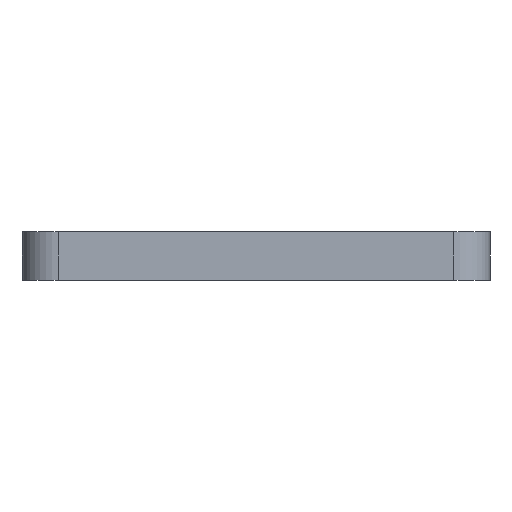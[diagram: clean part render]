
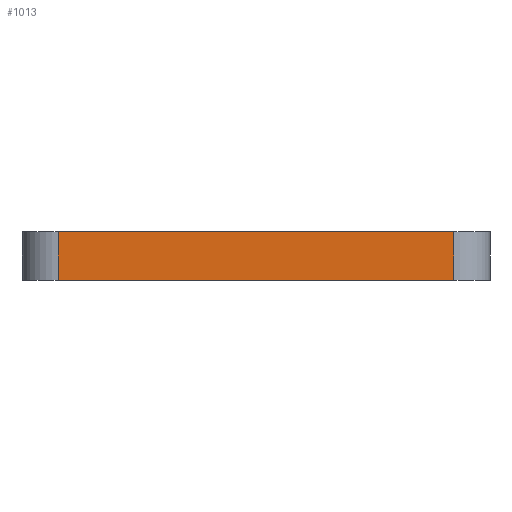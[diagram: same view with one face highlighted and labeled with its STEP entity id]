
A CAD part, front view. The second image highlights one B-rep face of the part: STEP entity #1013.
In plain terms, the highlighted planar face has unit normal (0, -1, 0).
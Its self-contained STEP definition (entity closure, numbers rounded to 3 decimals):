
#46=PLANE('',#1138);
#97=FACE_OUTER_BOUND('',#156,.T.);
#156=EDGE_LOOP('',(#932,#933,#934,#935));
#157=LINE('',#1450,#250);
#162=LINE('',#1462,#255);
#200=LINE('',#1626,#293);
#208=LINE('',#1655,#301);
#250=VECTOR('',#1145,10.);
#255=VECTOR('',#1156,10.);
#293=VECTOR('',#1290,10.);
#301=VECTOR('',#1314,10.);
#398=VERTEX_POINT('',#1447);
#399=VERTEX_POINT('',#1449);
#403=VERTEX_POINT('',#1461);
#481=VERTEX_POINT('',#1624);
#496=EDGE_CURVE('',#398,#399,#157,.T.);
#502=EDGE_CURVE('',#403,#399,#162,.T.);
#585=EDGE_CURVE('',#398,#481,#200,.T.);
#600=EDGE_CURVE('',#403,#481,#208,.T.);
#932=ORIENTED_EDGE('',*,*,#496,.F.);
#933=ORIENTED_EDGE('',*,*,#585,.T.);
#934=ORIENTED_EDGE('',*,*,#600,.F.);
#935=ORIENTED_EDGE('',*,*,#502,.T.);
#1013=ADVANCED_FACE('',(#97),#46,.T.);
#1138=AXIS2_PLACEMENT_3D('',#1740,#1442,#1443);
#1145=DIRECTION('',(0.,0.,-1.));
#1156=DIRECTION('',(1.,0.,0.));
#1290=DIRECTION('',(-1.,0.,0.));
#1314=DIRECTION('',(0.,0.,1.));
#1442=DIRECTION('center_axis',(0.,-1.,0.));
#1443=DIRECTION('ref_axis',(0.,0.,-1.));
#1447=CARTESIAN_POINT('',(8.2,-36.25,2.));
#1449=CARTESIAN_POINT('',(8.2,-36.25,0.));
#1450=CARTESIAN_POINT('',(8.2,-36.25,0.));
#1461=CARTESIAN_POINT('',(-8.2,-36.25,0.));
#1462=CARTESIAN_POINT('',(-9.7,-36.25,0.));
#1624=CARTESIAN_POINT('',(-8.2,-36.25,2.));
#1626=CARTESIAN_POINT('',(-9.7,-36.25,2.));
#1655=CARTESIAN_POINT('',(-8.2,-36.25,0.));
#1740=CARTESIAN_POINT('Origin',(9.7,-36.25,0.));
